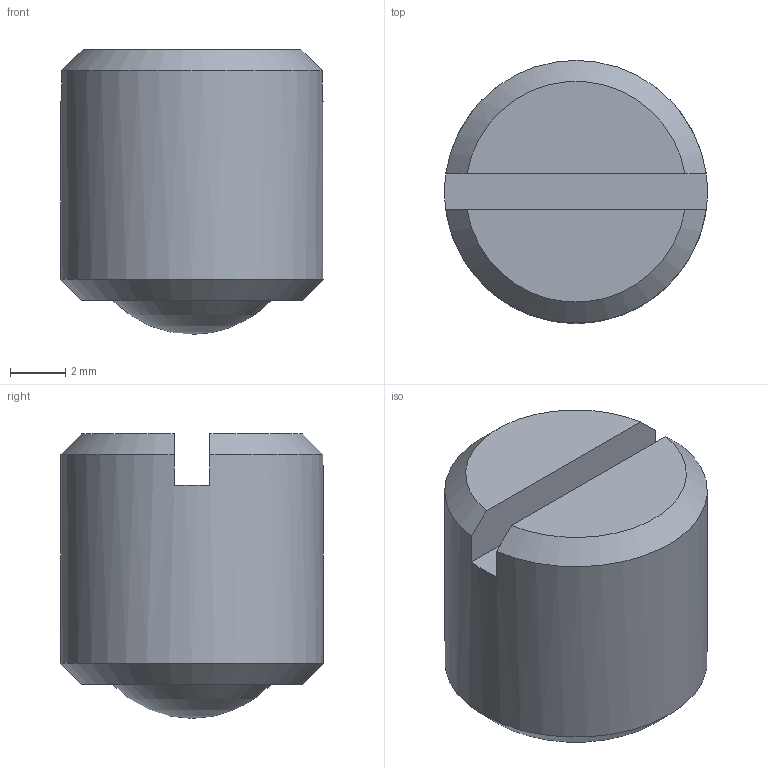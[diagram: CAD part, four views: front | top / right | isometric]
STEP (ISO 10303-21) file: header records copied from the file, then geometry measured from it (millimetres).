
FILE_DESCRIPTION(/* description */ (''),/* implementation_level */ '2;1');
FILE_NAME(/* name */ '11181.stp',/* time_stamp */ '2016-09-23T13:26:26-04:00',/* author */ ('cridley'),/* organization */ (''),/* preprocessor_version */ 'ST-DEVELOPER v15.6',/* originating_system */ 'Autodesk Inventor 2015',/* authorisation */ '');
FILE_SCHEMA (('AUTOMOTIVE_DESIGN { 1 0 10303 214 3 1 1 }'));
Length unit declared in the file: inch
Products named in the file (1): 11181
Bounding box: 9.53 x 9.53 x 10.32 mm (x, y, z)
Volume: 625.7 mm3; surface area: 421.6 mm2
Topology: 1 solids, 1 shells, 11 faces, 27 edges, 18 vertices
Faces by surface type: plane 6, cone 3, cylinder 1, sphere 1
Full cylindrical faces by diameter (mm): 9.525 x1
Entity records: 310 total; most frequent: CARTESIAN_POINT 56, DIRECTION 50, ORIENTED_EDGE 42, EDGE_CURVE 21, AXIS2_PLACEMENT_3D 21, VERTEX_POINT 15, EDGE_LOOP 14, FACE_OUTER_BOUND 11
